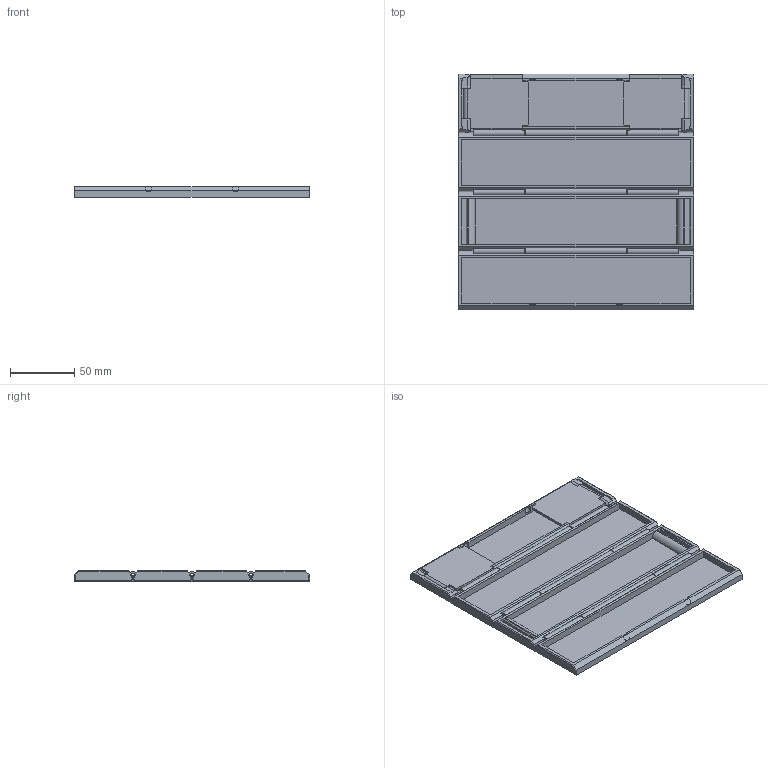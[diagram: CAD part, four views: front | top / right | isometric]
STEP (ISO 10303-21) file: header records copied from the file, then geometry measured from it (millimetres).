
FILE_DESCRIPTION(/* description */ (''),/* implementation_level */ '2;1');
FILE_NAME(/* name */ 'RollupBoard.step',/* time_stamp */ '2023-09-11T11:26:08-07:00',/* author */ (''),/* organization */ (''),/* preprocessor_version */ 'ST-DEVELOPER v20',/* originating_system */ 'Autodesk Translation Framework v12.9.0.99',/* authorisation */ '');
FILE_SCHEMA (('AUTOMOTIVE_DESIGN { 1 0 10303 214 3 1 1 }'));
Length unit declared in the file: millimetre
Products named in the file (7): RollupBoard; BoardThree; BoardTwo; BoardFour; BoardOne; EndFlap; EndFlap(Mirror)
Assembly tree (6 placements, depth 2):
  RollupBoard
    BoardThree
    BoardTwo
    BoardFour
    BoardOne
    EndFlap
    EndFlap(Mirror)
Bounding box: 184 x 183.5 x 8 mm (x, y, z)
Volume: 130367.5 mm3; surface area: 105098.6 mm2
Topology: 6 solids, 6 shells, 370 faces, 917 edges, 590 vertices
Faces by surface type: plane 267, cylinder 91, cone 12
Full cylindrical faces by diameter (mm): 2.23 x10, 2.45 x5, 31 x16, 35 x16
Entity records: 11249 total; most frequent: CARTESIAN_POINT 2061, DIRECTION 1855, ORIENTED_EDGE 1834, EDGE_CURVE 917, LINE 687, VECTOR 687, VERTEX_POINT 590, AXIS2_PLACEMENT_3D 584
